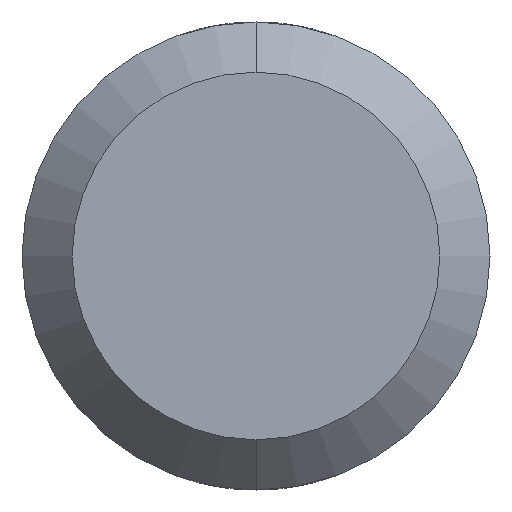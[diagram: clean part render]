
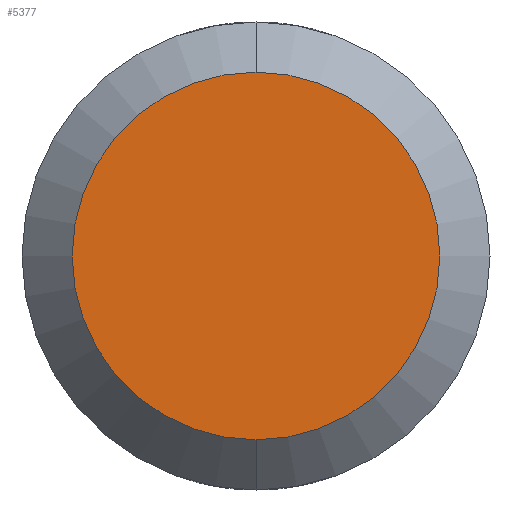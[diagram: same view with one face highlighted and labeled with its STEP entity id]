
A CAD part, front view. The second image highlights one B-rep face of the part: STEP entity #5377.
In plain terms, the highlighted planar face has unit normal (0, -1, 0).
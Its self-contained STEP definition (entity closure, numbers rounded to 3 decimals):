
#435 = PLANE ( 'NONE',  #1743 ) ;
#879 = CARTESIAN_POINT ( 'NONE',  ( 0., 0., 0. ) ) ;
#966 = AXIS2_PLACEMENT_3D ( 'NONE', #7051, #4472, #7632 ) ;
#967 = DIRECTION ( 'NONE',  ( 0., 0., -1. ) ) ;
#1139 = ORIENTED_EDGE ( 'NONE', *, *, #4403, .T. ) ;
#1533 = VERTEX_POINT ( 'NONE', #6687 ) ;
#1743 = AXIS2_PLACEMENT_3D ( 'NONE', #6567, #2819, #967 ) ;
#2209 = DIRECTION ( 'NONE',  ( 0., 0., -1. ) ) ;
#2819 = DIRECTION ( 'NONE',  ( 0., -1., 0. ) ) ;
#2963 = EDGE_LOOP ( 'NONE', ( #1139, #5550 ) ) ;
#3071 = CIRCLE ( 'NONE', #966, 11. ) ;
#3515 = CARTESIAN_POINT ( 'NONE',  ( 0., 0., -11. ) ) ;
#4403 = EDGE_CURVE ( 'NONE', #1533, #5348, #3071, .T. ) ;
#4472 = DIRECTION ( 'NONE',  ( 0., -1., 0. ) ) ;
#5348 = VERTEX_POINT ( 'NONE', #3515 ) ;
#5377 = ADVANCED_FACE ( 'NONE', ( #6635 ), #435, .T. ) ;
#5405 = AXIS2_PLACEMENT_3D ( 'NONE', #879, #7784, #2209 ) ;
#5550 = ORIENTED_EDGE ( 'NONE', *, *, #5578, .T. ) ;
#5578 = EDGE_CURVE ( 'NONE', #5348, #1533, #7513, .T. ) ;
#6567 = CARTESIAN_POINT ( 'NONE',  ( 11., 0., 0. ) ) ;
#6635 = FACE_OUTER_BOUND ( 'NONE', #2963, .T. ) ;
#6687 = CARTESIAN_POINT ( 'NONE',  ( 0., 0., 11. ) ) ;
#7051 = CARTESIAN_POINT ( 'NONE',  ( 0., 0., 0. ) ) ;
#7513 = CIRCLE ( 'NONE', #5405, 11. ) ;
#7632 = DIRECTION ( 'NONE',  ( 0., 0., -1. ) ) ;
#7784 = DIRECTION ( 'NONE',  ( 0., -1., 0. ) ) ;
